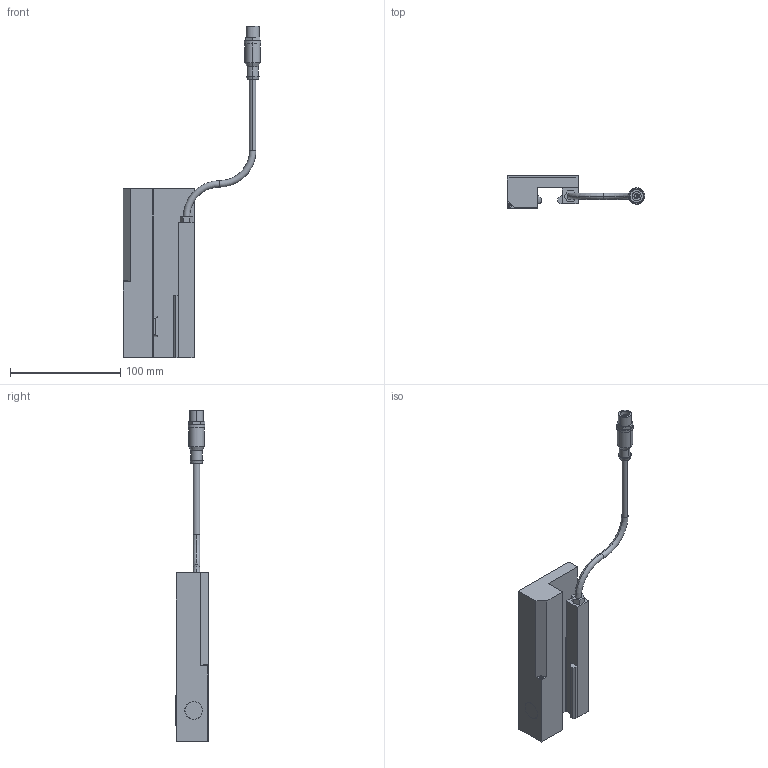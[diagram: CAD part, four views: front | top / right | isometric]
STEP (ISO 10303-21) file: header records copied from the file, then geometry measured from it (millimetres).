
FILE_DESCRIPTION( ( '' ), '1' );
FILE_NAME( 'LKE2502BS1---.stp', '2020-04-16T09:52:50', ( '' ), ( '' ), ' ', ' ', ' ' );
FILE_SCHEMA( ( 'automotive_design' ) );
Length unit declared in the file: millimetre
Products named in the file (1): 1
Bounding box: 125 x 29.05 x 300.7 mm (x, y, z)
Volume: 216040.2 mm3; surface area: 43880.8 mm2
Topology: 1 solids, 1 shells, 378 faces, 941 edges, 617 vertices
Faces by surface type: cylinder 204, plane 154, cone 16, torus 4
Entity records: 22247 total; most frequent: DIRECTION 2151, STYLED_ITEM 1937, PRESENTATION_STYLE_ASSIGNMENT 1937, CARTESIAN_POINT 1937, COLOUR_RGB 1937, ORIENTED_EDGE 1882, EDGE_CURVE 941, CURVE_STYLE 941
